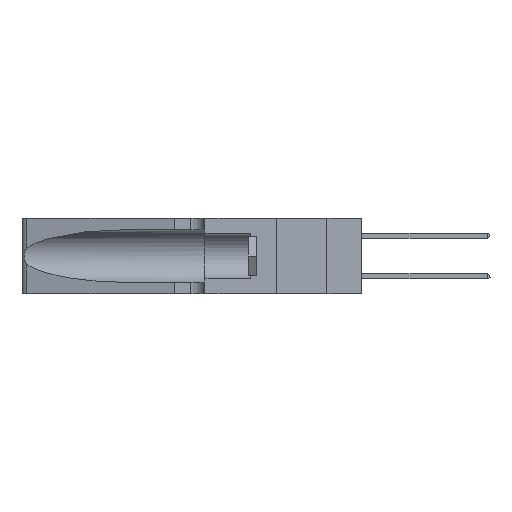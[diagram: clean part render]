
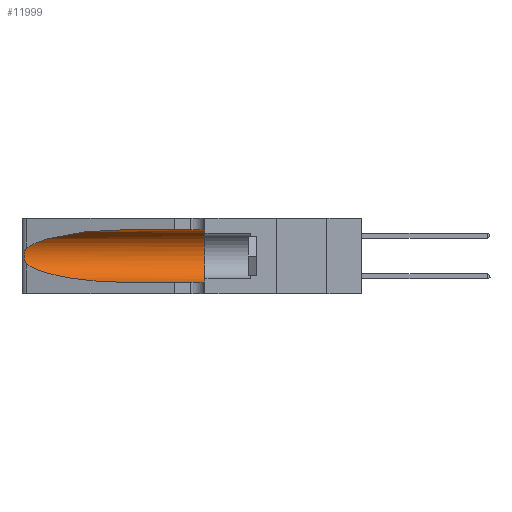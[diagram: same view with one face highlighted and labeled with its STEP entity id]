
A CAD part, left-side view. The second image highlights one B-rep face of the part: STEP entity #11999.
In plain terms, the highlighted cylindrical face has radius 3.308 mm (diameter 6.617 mm), a partial arc.
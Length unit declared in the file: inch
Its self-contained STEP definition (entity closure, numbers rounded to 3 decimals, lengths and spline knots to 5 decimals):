
#99 = CARTESIAN_POINT ( 'NONE',  ( 0.1305, 0.35, 0.31525 ) ) ;
#344 = CARTESIAN_POINT ( 'NONE',  ( 0.25787, 1.23484, 0.2124 ) ) ;
#451 = VERTEX_POINT ( 'NONE', #15307 ) ;
#660 = CARTESIAN_POINT ( 'NONE',  ( 0.1305, 0.35, 0.185 ) ) ;
#662 = CARTESIAN_POINT ( 'NONE',  ( 0.26075, 1.23896, 0.178 ) ) ;
#2469 = CARTESIAN_POINT ( 'NONE',  ( 0.18966, 0.96281, 0.31525 ) ) ;
#3183 = DIRECTION ( 'NONE',  ( 0., 0., 1. ) ) ;
#3873 = VERTEX_POINT ( 'NONE', #99 ) ;
#4544 = FACE_OUTER_BOUND ( 'NONE', #29758, .T. ) ;
#4589 = ORIENTED_EDGE ( 'NONE', *, *, #19405, .T. ) ;
#4790 = CIRCLE ( 'NONE', #14664, 0.13025 ) ;
#5006 = CARTESIAN_POINT ( 'NONE',  ( 0.25789, 1.23486, 0.15765 ) ) ;
#5472 = ORIENTED_EDGE ( 'NONE', *, *, #18025, .T. ) ;
#6000 = EDGE_CURVE ( 'NONE', #3873, #13499, #4790, .T. ) ;
#7301 = DIRECTION ( 'NONE',  ( 0., 0., -1. ) ) ;
#7460 = CARTESIAN_POINT ( 'NONE',  ( 0.26018, 1.23835, 0.19895 ) ) ;
#8097 = CARTESIAN_POINT ( 'NONE',  ( 0.1305, 0.72297, 0.31525 ) ) ;
#8544 = VECTOR ( 'NONE', #15221, 39.37008 ) ;
#8851 = CARTESIAN_POINT ( 'NONE',  ( 0.25487, 1.22718, 0.22369 ) ) ;
#9273 = LINE ( 'NONE', #10544, #8544 ) ;
#9801 = CARTESIAN_POINT ( 'NONE',  ( 0.26017, 1.23833, 0.17102 ) ) ;
#9978 =( BOUNDED_CURVE ( )  B_SPLINE_CURVE ( 3, ( #26961, #19938, #17356, #28968 ),
 .UNSPECIFIED., .F., .F. ) 
 B_SPLINE_CURVE_WITH_KNOTS ( ( 4, 4 ),
 ( 3.44316, 4.71239 ),
 .UNSPECIFIED. ) 
 CURVE ( )  GEOMETRIC_REPRESENTATION_ITEM ( )  RATIONAL_B_SPLINE_CURVE ( ( 1., 0.87, 0.87, 1. ) ) 
 REPRESENTATION_ITEM ( '' )  );
#10078 = CARTESIAN_POINT ( 'NONE',  ( 0.25487, 1.22718, 0.14631 ) ) ;
#10474 = VERTEX_POINT ( 'NONE', #16743 ) ;
#10544 = CARTESIAN_POINT ( 'NONE',  ( 0.1305, 1.61858, 0.05475 ) ) ;
#11393 = CARTESIAN_POINT ( 'NONE',  ( 0.1305, 1.61858, 0.185 ) ) ;
#11542 = DIRECTION ( 'NONE',  ( 0., 1., 0. ) ) ;
#11999 = ADVANCED_FACE ( 'NONE', ( #4544 ), #30003, .F. ) ;
#12007 = ORIENTED_EDGE ( 'NONE', *, *, #12284, .T. ) ;
#12248 = CARTESIAN_POINT ( 'NONE',  ( 0.25854, 1.2359, 0.20912 ) ) ;
#12284 = EDGE_CURVE ( 'NONE', #10474, #13499, #9273, .T. ) ;
#13360 = DIRECTION ( 'NONE',  ( 0., -1., 0. ) ) ;
#13489 = VECTOR ( 'NONE', #20084, 39.37008 ) ;
#13499 = VERTEX_POINT ( 'NONE', #17456 ) ;
#13854 = EDGE_CURVE ( 'NONE', #24861, #451, #21197, .T. ) ;
#14285 = CARTESIAN_POINT ( 'NONE',  ( 0.25555, 1.22994, 0.2215 ) ) ;
#14552 = CARTESIAN_POINT ( 'NONE',  ( 0.2373, 1.15595, 0.28018 ) ) ;
#14664 = AXIS2_PLACEMENT_3D ( 'NONE', #660, #11542, #3183 ) ;
#14693 = ORIENTED_EDGE ( 'NONE', *, *, #13854, .T. ) ;
#15221 = DIRECTION ( 'NONE',  ( 0., -1., 0. ) ) ;
#15307 = CARTESIAN_POINT ( 'NONE',  ( 0.25487, 1.22718, 0.22369 ) ) ;
#16596 = CARTESIAN_POINT ( 'NONE',  ( 0.25487, 1.22718, 0.22369 ) ) ;
#16686 = CARTESIAN_POINT ( 'NONE',  ( 0.25856, 1.23593, 0.16098 ) ) ;
#16706 = LINE ( 'NONE', #29514, #13489 ) ;
#16743 = CARTESIAN_POINT ( 'NONE',  ( 0.1305, 0.72297, 0.05475 ) ) ;
#16793 = CARTESIAN_POINT ( 'NONE',  ( 0.25555, 1.22993, 0.14849 ) ) ;
#17356 = CARTESIAN_POINT ( 'NONE',  ( 0.18966, 0.96281, 0.05475 ) ) ;
#17360 = ORIENTED_EDGE ( 'NONE', *, *, #6000, .F. ) ;
#17456 = CARTESIAN_POINT ( 'NONE',  ( 0.1305, 0.35, 0.05475 ) ) ;
#18025 = EDGE_CURVE ( 'NONE', #451, #27878, #24384, .T. ) ;
#18830 = EDGE_CURVE ( 'NONE', #24861, #3873, #16706, .T. ) ;
#18973 = CARTESIAN_POINT ( 'NONE',  ( 0.26075, 1.23896, 0.19203 ) ) ;
#19405 = EDGE_CURVE ( 'NONE', #27878, #10474, #9978, .T. ) ;
#19938 = CARTESIAN_POINT ( 'NONE',  ( 0.2373, 1.15595, 0.08982 ) ) ;
#20084 = DIRECTION ( 'NONE',  ( 0., -1., 0. ) ) ;
#20215 = AXIS2_PLACEMENT_3D ( 'NONE', #11393, #13360, #7301 ) ;
#21197 =( BOUNDED_CURVE ( )  B_SPLINE_CURVE ( 3, ( #8097, #2469, #14552, #8851 ),
 .UNSPECIFIED., .F., .F. ) 
 B_SPLINE_CURVE_WITH_KNOTS ( ( 4, 4 ),
 ( 1.5708, 2.84003 ),
 .UNSPECIFIED. ) 
 CURVE ( )  GEOMETRIC_REPRESENTATION_ITEM ( )  RATIONAL_B_SPLINE_CURVE ( ( 1., 0.87, 0.87, 1. ) ) 
 REPRESENTATION_ITEM ( '' )  );
#23652 = CARTESIAN_POINT ( 'NONE',  ( 0.25639, 1.23184, 0.21858 ) ) ;
#24384 = B_SPLINE_CURVE_WITH_KNOTS ( 'NONE', 3,
 ( #16596, #14285, #23652, #344, #12248, #7460, #18973, #662, #9801, #16686, #5006, #28497, #16793, #28304 ),
 .UNSPECIFIED., .F., .F.,
 ( 4, 2, 2, 2, 2, 2, 4 ),
 ( 0., 0.00027, 0.00053, 0.00107, 0.0016, 0.00187, 0.00214 ),
 .UNSPECIFIED. ) ;
#24861 = VERTEX_POINT ( 'NONE', #25827 ) ;
#25298 = ORIENTED_EDGE ( 'NONE', *, *, #18830, .F. ) ;
#25827 = CARTESIAN_POINT ( 'NONE',  ( 0.1305, 0.72297, 0.31525 ) ) ;
#26961 = CARTESIAN_POINT ( 'NONE',  ( 0.25487, 1.22718, 0.14631 ) ) ;
#27878 = VERTEX_POINT ( 'NONE', #10078 ) ;
#28304 = CARTESIAN_POINT ( 'NONE',  ( 0.25487, 1.22718, 0.14631 ) ) ;
#28497 = CARTESIAN_POINT ( 'NONE',  ( 0.25639, 1.23186, 0.15144 ) ) ;
#28968 = CARTESIAN_POINT ( 'NONE',  ( 0.1305, 0.72297, 0.05475 ) ) ;
#29514 = CARTESIAN_POINT ( 'NONE',  ( 0.1305, 1.61858, 0.31525 ) ) ;
#29758 = EDGE_LOOP ( 'NONE', ( #14693, #5472, #4589, #12007, #17360, #25298 ) ) ;
#30003 = CYLINDRICAL_SURFACE ( 'NONE', #20215, 0.13025 ) ;
